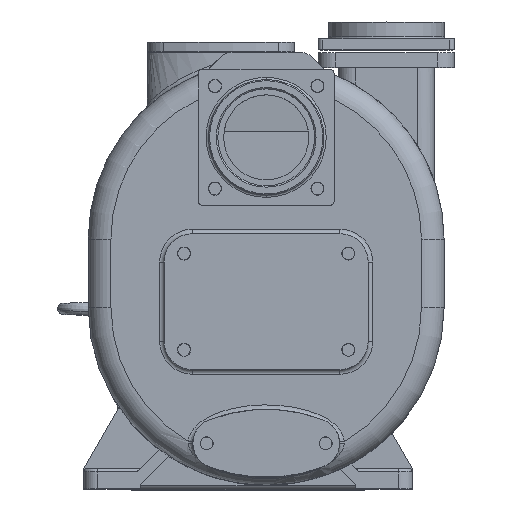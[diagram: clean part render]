
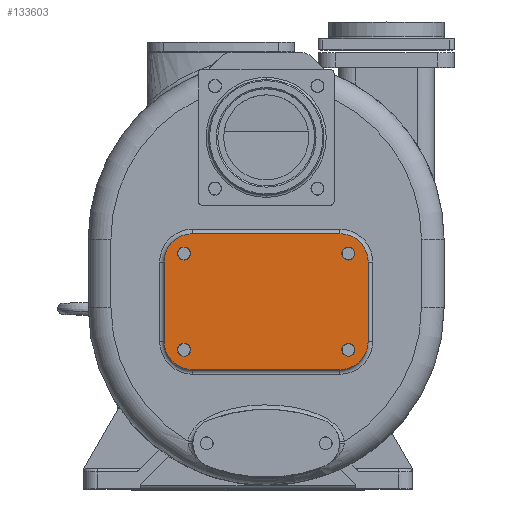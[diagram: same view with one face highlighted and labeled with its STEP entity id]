
A CAD part, top view. The second image highlights one B-rep face of the part: STEP entity #133603.
In plain terms, the highlighted planar face has unit normal (0, 0, 1).
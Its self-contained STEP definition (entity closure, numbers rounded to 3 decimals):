
#48516=CARTESIAN_POINT('',(-49.,128.,125.));
#48517=DIRECTION('',(0.,0.,-1.));
#48518=DIRECTION('',(0.,-1.,0.));
#48519=AXIS2_PLACEMENT_3D('',#48516,#48517,#48518);
#48521=DIRECTION('',(0.,1.,0.));
#48522=VECTOR('',#48521,70.);
#48523=CARTESIAN_POINT('',(-74.,128.,125.));
#48524=LINE('',#48523,#48522);
#48525=CARTESIAN_POINT('',(-49.,198.,125.));
#48526=DIRECTION('',(0.,0.,-1.));
#48527=DIRECTION('',(-1.,0.,0.));
#48528=AXIS2_PLACEMENT_3D('',#48525,#48526,#48527);
#48530=DIRECTION('',(1.,0.,0.));
#48531=VECTOR('',#48530,130.);
#48532=CARTESIAN_POINT('',(-49.,223.,125.));
#48533=LINE('',#48532,#48531);
#48534=CARTESIAN_POINT('',(81.,198.,125.));
#48535=DIRECTION('',(0.,0.,-1.));
#48536=DIRECTION('',(0.,1.,0.));
#48537=AXIS2_PLACEMENT_3D('',#48534,#48535,#48536);
#48539=DIRECTION('',(0.,-1.,0.));
#48540=VECTOR('',#48539,70.);
#48541=CARTESIAN_POINT('',(106.,198.,125.));
#48542=LINE('',#48541,#48540);
#48543=CARTESIAN_POINT('',(81.,128.,125.));
#48544=DIRECTION('',(0.,0.,-1.));
#48545=DIRECTION('',(1.,0.,0.));
#48546=AXIS2_PLACEMENT_3D('',#48543,#48544,#48545);
#48548=DIRECTION('',(-1.,0.,0.));
#48549=VECTOR('',#48548,130.);
#48550=CARTESIAN_POINT('',(81.,103.,125.));
#48551=LINE('',#48550,#48549);
#48552=CARTESIAN_POINT('',(88.5,120.5,125.));
#48553=DIRECTION('',(0.,0.,1.));
#48554=DIRECTION('',(1.,0.,0.));
#48555=AXIS2_PLACEMENT_3D('',#48552,#48553,#48554);
#48557=CARTESIAN_POINT('',(88.5,120.5,125.));
#48558=DIRECTION('',(0.,0.,1.));
#48559=DIRECTION('',(-1.,0.,0.));
#48560=AXIS2_PLACEMENT_3D('',#48557,#48558,#48559);
#48562=CARTESIAN_POINT('',(88.5,205.5,125.));
#48563=DIRECTION('',(0.,0.,1.));
#48564=DIRECTION('',(1.,0.,0.));
#48565=AXIS2_PLACEMENT_3D('',#48562,#48563,#48564);
#48567=CARTESIAN_POINT('',(88.5,205.5,125.));
#48568=DIRECTION('',(0.,0.,1.));
#48569=DIRECTION('',(-1.,0.,0.));
#48570=AXIS2_PLACEMENT_3D('',#48567,#48568,#48569);
#48572=CARTESIAN_POINT('',(-56.5,120.5,125.));
#48573=DIRECTION('',(0.,0.,1.));
#48574=DIRECTION('',(1.,0.,0.));
#48575=AXIS2_PLACEMENT_3D('',#48572,#48573,#48574);
#48577=CARTESIAN_POINT('',(-56.5,120.5,125.));
#48578=DIRECTION('',(0.,0.,1.));
#48579=DIRECTION('',(-1.,0.,0.));
#48580=AXIS2_PLACEMENT_3D('',#48577,#48578,#48579);
#48582=CARTESIAN_POINT('',(-56.5,205.5,125.));
#48583=DIRECTION('',(0.,0.,1.));
#48584=DIRECTION('',(1.,0.,0.));
#48585=AXIS2_PLACEMENT_3D('',#48582,#48583,#48584);
#48587=CARTESIAN_POINT('',(-56.5,205.5,125.));
#48588=DIRECTION('',(0.,0.,1.));
#48589=DIRECTION('',(-1.,0.,0.));
#48590=AXIS2_PLACEMENT_3D('',#48587,#48588,#48589);
#70026=CARTESIAN_POINT('',(94.25,120.5,125.));
#70027=CARTESIAN_POINT('',(82.75,120.5,125.));
#70028=VERTEX_POINT('',#70026);
#70029=VERTEX_POINT('',#70027);
#70030=CARTESIAN_POINT('',(94.25,205.5,125.));
#70031=CARTESIAN_POINT('',(82.75,205.5,125.));
#70032=VERTEX_POINT('',#70030);
#70033=VERTEX_POINT('',#70031);
#70034=CARTESIAN_POINT('',(-50.75,120.5,125.));
#70035=CARTESIAN_POINT('',(-62.25,120.5,125.));
#70036=VERTEX_POINT('',#70034);
#70037=VERTEX_POINT('',#70035);
#70038=CARTESIAN_POINT('',(-50.75,205.5,125.));
#70039=CARTESIAN_POINT('',(-62.25,205.5,125.));
#70040=VERTEX_POINT('',#70038);
#70041=VERTEX_POINT('',#70039);
#70042=CARTESIAN_POINT('',(-49.,103.,125.));
#70043=CARTESIAN_POINT('',(-74.,128.,125.));
#70044=VERTEX_POINT('',#70042);
#70045=VERTEX_POINT('',#70043);
#70046=CARTESIAN_POINT('',(-74.,198.,125.));
#70047=VERTEX_POINT('',#70046);
#70048=CARTESIAN_POINT('',(-49.,223.,125.));
#70049=VERTEX_POINT('',#70048);
#70050=CARTESIAN_POINT('',(81.,223.,125.));
#70051=VERTEX_POINT('',#70050);
#70052=CARTESIAN_POINT('',(106.,198.,125.));
#70053=VERTEX_POINT('',#70052);
#70054=CARTESIAN_POINT('',(106.,128.,125.));
#70055=VERTEX_POINT('',#70054);
#70056=CARTESIAN_POINT('',(81.,103.,125.));
#70057=VERTEX_POINT('',#70056);
#133564=CARTESIAN_POINT('',(16.,163.,125.));
#133565=DIRECTION('',(0.,0.,-1.));
#133566=DIRECTION('',(1.,0.,0.));
#133567=AXIS2_PLACEMENT_3D('',#133564,#133565,#133566);
#133568=PLANE('',#133567);
#133569=ORIENTED_EDGE('',*,*,#133557,.T.);
#133570=ORIENTED_EDGE('',*,*,#133459,.T.);
#133571=ORIENTED_EDGE('',*,*,#133474,.T.);
#133572=ORIENTED_EDGE('',*,*,#133488,.T.);
#133573=ORIENTED_EDGE('',*,*,#133502,.T.);
#133574=ORIENTED_EDGE('',*,*,#133516,.T.);
#133575=ORIENTED_EDGE('',*,*,#133530,.T.);
#133576=ORIENTED_EDGE('',*,*,#133544,.T.);
#133577=EDGE_LOOP('',(#133569,#133570,#133571,#133572,#133573,#133574,#133575,
#133576));
#133578=FACE_OUTER_BOUND('',#133577,.F.);
#133580=ORIENTED_EDGE('',*,*,#133579,.T.);
#133582=ORIENTED_EDGE('',*,*,#133581,.T.);
#133583=EDGE_LOOP('',(#133580,#133582));
#133584=FACE_BOUND('',#133583,.F.);
#133586=ORIENTED_EDGE('',*,*,#133585,.T.);
#133588=ORIENTED_EDGE('',*,*,#133587,.T.);
#133589=EDGE_LOOP('',(#133586,#133588));
#133590=FACE_BOUND('',#133589,.F.);
#133592=ORIENTED_EDGE('',*,*,#133591,.T.);
#133594=ORIENTED_EDGE('',*,*,#133593,.T.);
#133595=EDGE_LOOP('',(#133592,#133594));
#133596=FACE_BOUND('',#133595,.F.);
#133598=ORIENTED_EDGE('',*,*,#133597,.T.);
#133600=ORIENTED_EDGE('',*,*,#133599,.T.);
#133601=EDGE_LOOP('',(#133598,#133600));
#133602=FACE_BOUND('',#133601,.F.);
#133603=ADVANCED_FACE('',(#133578,#133584,#133590,#133596,#133602),#133568,.F.);
#48520=CIRCLE('',#48519,25.);
#48529=CIRCLE('',#48528,25.);
#48538=CIRCLE('',#48537,25.);
#48547=CIRCLE('',#48546,25.);
#48556=CIRCLE('',#48555,5.75);
#48561=CIRCLE('',#48560,5.75);
#48566=CIRCLE('',#48565,5.75);
#48571=CIRCLE('',#48570,5.75);
#48576=CIRCLE('',#48575,5.75);
#48581=CIRCLE('',#48580,5.75);
#48586=CIRCLE('',#48585,5.75);
#48591=CIRCLE('',#48590,5.75);
#133459=EDGE_CURVE('',#70045,#70047,#48524,.T.);
#133474=EDGE_CURVE('',#70047,#70049,#48529,.T.);
#133488=EDGE_CURVE('',#70049,#70051,#48533,.T.);
#133502=EDGE_CURVE('',#70051,#70053,#48538,.T.);
#133516=EDGE_CURVE('',#70053,#70055,#48542,.T.);
#133530=EDGE_CURVE('',#70055,#70057,#48547,.T.);
#133544=EDGE_CURVE('',#70057,#70044,#48551,.T.);
#133557=EDGE_CURVE('',#70044,#70045,#48520,.T.);
#133579=EDGE_CURVE('',#70028,#70029,#48556,.T.);
#133581=EDGE_CURVE('',#70029,#70028,#48561,.T.);
#133585=EDGE_CURVE('',#70032,#70033,#48566,.T.);
#133587=EDGE_CURVE('',#70033,#70032,#48571,.T.);
#133591=EDGE_CURVE('',#70036,#70037,#48576,.T.);
#133593=EDGE_CURVE('',#70037,#70036,#48581,.T.);
#133597=EDGE_CURVE('',#70040,#70041,#48586,.T.);
#133599=EDGE_CURVE('',#70041,#70040,#48591,.T.);
